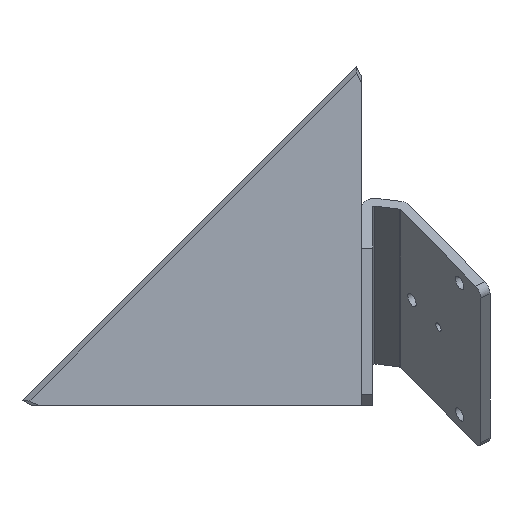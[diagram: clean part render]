
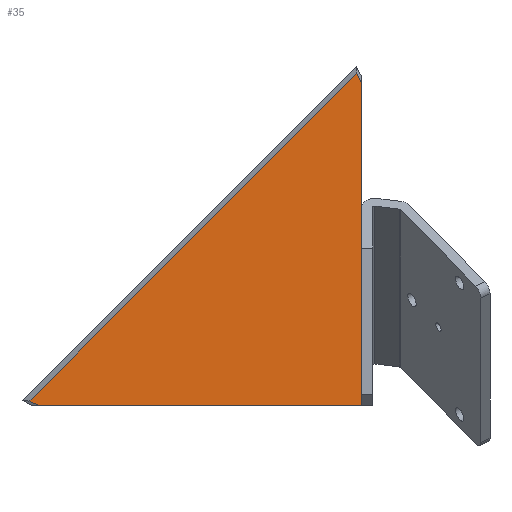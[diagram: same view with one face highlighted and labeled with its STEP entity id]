
A CAD part, left-side view. The second image highlights one B-rep face of the part: STEP entity #35.
In plain terms, the highlighted planar face has unit normal (-1, 0, 0).
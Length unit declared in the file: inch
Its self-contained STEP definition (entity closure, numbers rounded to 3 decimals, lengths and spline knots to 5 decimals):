
#16 = DIRECTION ( 'NONE',  ( 0., 0.915, 0.404 ) ) ;
#35 = ADVANCED_FACE ( 'NONE', ( #159 ), #966, .F. ) ;
#84 = AXIS2_PLACEMENT_3D ( 'NONE', #255, #427, #936 ) ;
#159 = FACE_OUTER_BOUND ( 'NONE', #1062, .T. ) ;
#175 = LINE ( 'NONE', #1194, #516 ) ;
#176 = VECTOR ( 'NONE', #881, 39.37008 ) ;
#177 = CARTESIAN_POINT ( 'NONE',  ( 0.27559, 3.53553, 0.27559 ) ) ;
#207 = CARTESIAN_POINT ( 'NONE',  ( 0.27559, 0.27559, 7.09237 ) ) ;
#255 = CARTESIAN_POINT ( 'NONE',  ( 0.27559, 3.53553, 0. ) ) ;
#319 = VERTEX_POINT ( 'NONE', #1141 ) ;
#384 = LINE ( 'NONE', #769, #176 ) ;
#427 = DIRECTION ( 'NONE',  ( 1., 0., 0. ) ) ;
#472 = VECTOR ( 'NONE', #1190, 39.37008 ) ;
#486 = ORIENTED_EDGE ( 'NONE', *, *, #1147, .F. ) ;
#509 = ORIENTED_EDGE ( 'NONE', *, *, #921, .F. ) ;
#516 = VECTOR ( 'NONE', #16, 39.37008 ) ;
#551 = EDGE_CURVE ( 'NONE', #1131, #711, #175, .T. ) ;
#581 = LINE ( 'NONE', #177, #472 ) ;
#628 = CARTESIAN_POINT ( 'NONE',  ( 0.27559, 0.37478, 7.31666 ) ) ;
#711 = VERTEX_POINT ( 'NONE', #746 ) ;
#715 = DIRECTION ( 'NONE',  ( 0., 0., -1. ) ) ;
#722 = ORIENTED_EDGE ( 'NONE', *, *, #932, .F. ) ;
#732 = CARTESIAN_POINT ( 'NONE',  ( 0.27559, 0.27559, 0. ) ) ;
#746 = CARTESIAN_POINT ( 'NONE',  ( 0.27559, 7.31666, 0.37478 ) ) ;
#752 = LINE ( 'NONE', #872, #1208 ) ;
#769 = CARTESIAN_POINT ( 'NONE',  ( 0.27559, 7.31666, 0.37478 ) ) ;
#778 = EDGE_CURVE ( 'NONE', #1035, #1135, #752, .T. ) ;
#832 = ORIENTED_EDGE ( 'NONE', *, *, #778, .F. ) ;
#869 = DIRECTION ( 'NONE',  ( 0., -0.404, -0.915 ) ) ;
#872 = CARTESIAN_POINT ( 'NONE',  ( 0.27559, 0.37478, 7.31666 ) ) ;
#881 = DIRECTION ( 'NONE',  ( 0., -0.707, 0.707 ) ) ;
#918 = LINE ( 'NONE', #732, #1192 ) ;
#921 = EDGE_CURVE ( 'NONE', #711, #1035, #384, .T. ) ;
#932 = EDGE_CURVE ( 'NONE', #319, #1131, #581, .T. ) ;
#936 = DIRECTION ( 'NONE',  ( 0., 0., -1. ) ) ;
#966 = PLANE ( 'NONE',  #84 ) ;
#1035 = VERTEX_POINT ( 'NONE', #628 ) ;
#1062 = EDGE_LOOP ( 'NONE', ( #832, #509, #1075, #722, #486 ) ) ;
#1075 = ORIENTED_EDGE ( 'NONE', *, *, #551, .F. ) ;
#1131 = VERTEX_POINT ( 'NONE', #1232 ) ;
#1135 = VERTEX_POINT ( 'NONE', #207 ) ;
#1141 = CARTESIAN_POINT ( 'NONE',  ( 0.27559, 0.27559, 0.27559 ) ) ;
#1147 = EDGE_CURVE ( 'NONE', #1135, #319, #918, .T. ) ;
#1190 = DIRECTION ( 'NONE',  ( 0., 1., 0. ) ) ;
#1192 = VECTOR ( 'NONE', #715, 39.37008 ) ;
#1194 = CARTESIAN_POINT ( 'NONE',  ( 0.27559, 7.09237, 0.27559 ) ) ;
#1208 = VECTOR ( 'NONE', #869, 39.37008 ) ;
#1232 = CARTESIAN_POINT ( 'NONE',  ( 0.27559, 7.09237, 0.27559 ) ) ;
